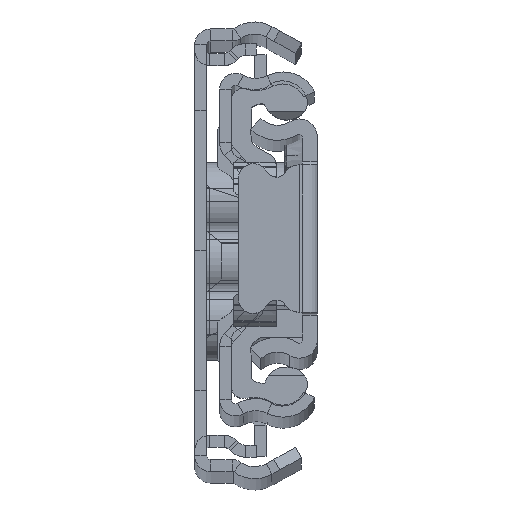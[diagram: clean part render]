
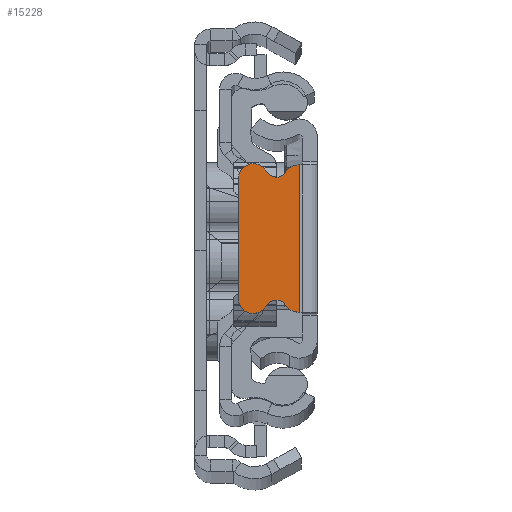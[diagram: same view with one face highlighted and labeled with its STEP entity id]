
A CAD part, top view. The second image highlights one B-rep face of the part: STEP entity #15228.
In plain terms, the highlighted planar face has unit normal (0, 0, 1).
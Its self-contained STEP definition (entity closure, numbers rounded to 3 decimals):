
#412 = CARTESIAN_POINT ( 'NONE',  ( -1.929, 5.87, 0. ) ) ;
#528 = LINE ( 'NONE', #12625, #14124 ) ;
#1329 = AXIS2_PLACEMENT_3D ( 'NONE', #412, #8381, #6388 ) ;
#2181 = VECTOR ( 'NONE', #7324, 1000. ) ;
#2227 = CARTESIAN_POINT ( 'NONE',  ( -1.929, -7.37, 0. ) ) ;
#2702 = VERTEX_POINT ( 'NONE', #23582 ) ;
#2833 = CARTESIAN_POINT ( 'NONE',  ( -5.109, 6.713, 0. ) ) ;
#2926 = ORIENTED_EDGE ( 'NONE', *, *, #17799, .T. ) ;
#3149 = ORIENTED_EDGE ( 'NONE', *, *, #24295, .F. ) ;
#3344 = DIRECTION ( 'NONE',  ( 0., 0., 1. ) ) ;
#3831 = DIRECTION ( 'NONE',  ( 0., 0., 1. ) ) ;
#4351 = DIRECTION ( 'NONE',  ( -1., 0., 0. ) ) ;
#4561 = CARTESIAN_POINT ( 'NONE',  ( -1.75, 0., 0. ) ) ;
#4685 = CIRCLE ( 'NONE', #6369, 1.5 ) ;
#4723 = EDGE_CURVE ( 'NONE', #6301, #15693, #25595, .T. ) ;
#5168 = EDGE_CURVE ( 'NONE', #20896, #17662, #528, .T. ) ;
#5176 = CARTESIAN_POINT ( 'NONE',  ( -1.929, -7.37, 0. ) ) ;
#5878 = EDGE_CURVE ( 'NONE', #25757, #19124, #6567, .T. ) ;
#5912 = DIRECTION ( 'NONE',  ( 0., 0., -1. ) ) ;
#6301 = VERTEX_POINT ( 'NONE', #16645 ) ;
#6369 = AXIS2_PLACEMENT_3D ( 'NONE', #22537, #12592, #4351 ) ;
#6388 = DIRECTION ( 'NONE',  ( -1., 0., 0. ) ) ;
#6413 = VERTEX_POINT ( 'NONE', #14788 ) ;
#6567 = CIRCLE ( 'NONE', #25218, 1.1 ) ;
#7324 = DIRECTION ( 'NONE',  ( 0., -1., 0. ) ) ;
#7420 = VECTOR ( 'NONE', #25336, 1000. ) ;
#7569 = AXIS2_PLACEMENT_3D ( 'NONE', #26087, #9888, #18127 ) ;
#7904 = CIRCLE ( 'NONE', #21050, 1.5 ) ;
#7909 = CARTESIAN_POINT ( 'NONE',  ( -4.142, 7.236, 0. ) ) ;
#8381 = DIRECTION ( 'NONE',  ( 0., 0., 1. ) ) ;
#8466 = ORIENTED_EDGE ( 'NONE', *, *, #19686, .F. ) ;
#9158 = ORIENTED_EDGE ( 'NONE', *, *, #4723, .F. ) ;
#9706 = FACE_OUTER_BOUND ( 'NONE', #21823, .T. ) ;
#9888 = DIRECTION ( 'NONE',  ( 0., 0., -1. ) ) ;
#10484 = VECTOR ( 'NONE', #25110, 1000. ) ;
#10598 = CARTESIAN_POINT ( 'NONE',  ( -5.109, -6.713, 0. ) ) ;
#11293 = EDGE_CURVE ( 'NONE', #18383, #2702, #23247, .T. ) ;
#11665 = AXIS2_PLACEMENT_3D ( 'NONE', #15917, #3831, #14053 ) ;
#11702 = DIRECTION ( 'NONE',  ( 1., 0., 0. ) ) ;
#11850 = ORIENTED_EDGE ( 'NONE', *, *, #24627, .T. ) ;
#12492 = DIRECTION ( 'NONE',  ( 0., -1., 0. ) ) ;
#12592 = DIRECTION ( 'NONE',  ( 0., 0., 1. ) ) ;
#12625 = CARTESIAN_POINT ( 'NONE',  ( -7.929, -6., 0. ) ) ;
#12808 = CIRCLE ( 'NONE', #1329, 1.5 ) ;
#12978 = VERTEX_POINT ( 'NONE', #2227 ) ;
#13055 = EDGE_CURVE ( 'NONE', #19124, #20896, #4685, .T. ) ;
#13586 = CARTESIAN_POINT ( 'NONE',  ( -3.206, 6.658, 0. ) ) ;
#13700 = CARTESIAN_POINT ( 'NONE',  ( 644.071, 0., 0. ) ) ;
#14053 = DIRECTION ( 'NONE',  ( 1., 0., 0. ) ) ;
#14124 = VECTOR ( 'NONE', #12492, 1000. ) ;
#14788 = CARTESIAN_POINT ( 'NONE',  ( -1.75, -7.37, 0. ) ) ;
#14960 = ORIENTED_EDGE ( 'NONE', *, *, #5168, .T. ) ;
#15228 = ADVANCED_FACE ( 'NONE', ( #9706 ), #17810, .T. ) ;
#15693 = VERTEX_POINT ( 'NONE', #22514 ) ;
#15917 = CARTESIAN_POINT ( 'NONE',  ( -6.429, -6., 0. ) ) ;
#16148 = DIRECTION ( 'NONE',  ( 1., 0., 0. ) ) ;
#16246 = ORIENTED_EDGE ( 'NONE', *, *, #5878, .T. ) ;
#16394 = CARTESIAN_POINT ( 'NONE',  ( -7.929, 6., 0. ) ) ;
#16645 = CARTESIAN_POINT ( 'NONE',  ( -1.929, 7.37, 0. ) ) ;
#16652 = ORIENTED_EDGE ( 'NONE', *, *, #22073, .T. ) ;
#17662 = VERTEX_POINT ( 'NONE', #24371 ) ;
#17799 = EDGE_CURVE ( 'NONE', #2702, #12978, #7904, .T. ) ;
#17810 = PLANE ( 'NONE',  #21692 ) ;
#18127 = DIRECTION ( 'NONE',  ( -1., 0., 0. ) ) ;
#18383 = VERTEX_POINT ( 'NONE', #10598 ) ;
#19124 = VERTEX_POINT ( 'NONE', #2833 ) ;
#19686 = EDGE_CURVE ( 'NONE', #6413, #12978, #23365, .T. ) ;
#20896 = VERTEX_POINT ( 'NONE', #16394 ) ;
#20918 = DIRECTION ( 'NONE',  ( 0., 0., 1. ) ) ;
#20996 = CIRCLE ( 'NONE', #11665, 1.5 ) ;
#21048 = DIRECTION ( 'NONE',  ( 1., 0., 0. ) ) ;
#21050 = AXIS2_PLACEMENT_3D ( 'NONE', #25550, #20918, #21048 ) ;
#21579 = ORIENTED_EDGE ( 'NONE', *, *, #11293, .T. ) ;
#21692 = AXIS2_PLACEMENT_3D ( 'NONE', #13700, #3344, #11702 ) ;
#21823 = EDGE_LOOP ( 'NONE', ( #3149, #9158, #11850, #16246, #25835, #14960, #16652, #21579, #2926, #8466 ) ) ;
#22073 = EDGE_CURVE ( 'NONE', #17662, #18383, #20996, .T. ) ;
#22514 = CARTESIAN_POINT ( 'NONE',  ( -1.75, 7.37, 0. ) ) ;
#22537 = CARTESIAN_POINT ( 'NONE',  ( -6.429, 6., 0. ) ) ;
#22746 = LINE ( 'NONE', #4561, #2181 ) ;
#23247 = CIRCLE ( 'NONE', #7569, 1.1 ) ;
#23365 = LINE ( 'NONE', #5176, #10484 ) ;
#23465 = CARTESIAN_POINT ( 'NONE',  ( -1.929, 7.37, 0. ) ) ;
#23582 = CARTESIAN_POINT ( 'NONE',  ( -3.206, -6.658, 0. ) ) ;
#24295 = EDGE_CURVE ( 'NONE', #15693, #6413, #22746, .T. ) ;
#24371 = CARTESIAN_POINT ( 'NONE',  ( -7.929, -6., 0. ) ) ;
#24627 = EDGE_CURVE ( 'NONE', #6301, #25757, #12808, .T. ) ;
#25110 = DIRECTION ( 'NONE',  ( -1., 0., 0. ) ) ;
#25218 = AXIS2_PLACEMENT_3D ( 'NONE', #7909, #5912, #16148 ) ;
#25336 = DIRECTION ( 'NONE',  ( 1., 0., 0. ) ) ;
#25550 = CARTESIAN_POINT ( 'NONE',  ( -1.929, -5.87, 0. ) ) ;
#25595 = LINE ( 'NONE', #23465, #7420 ) ;
#25757 = VERTEX_POINT ( 'NONE', #13586 ) ;
#25835 = ORIENTED_EDGE ( 'NONE', *, *, #13055, .T. ) ;
#26087 = CARTESIAN_POINT ( 'NONE',  ( -4.142, -7.236, 0. ) ) ;
